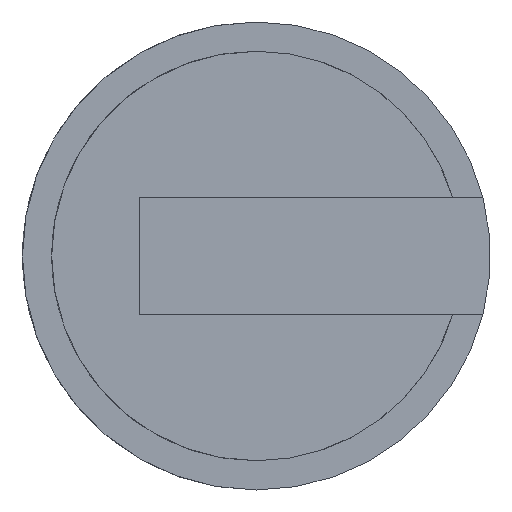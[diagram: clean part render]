
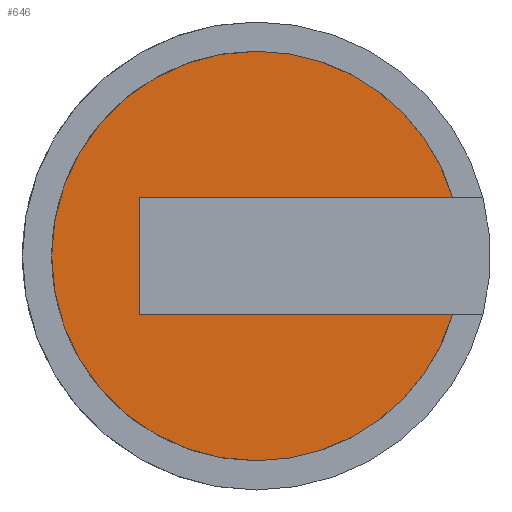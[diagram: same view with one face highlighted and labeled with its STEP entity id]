
A CAD part, left-side view. The second image highlights one B-rep face of the part: STEP entity #646.
In plain terms, the highlighted planar face has unit normal (-1, 0, 0).
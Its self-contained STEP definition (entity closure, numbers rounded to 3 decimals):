
#45 = VECTOR ( 'NONE', #98, 1000. ) ;
#68 = CARTESIAN_POINT ( 'NONE',  ( 0., 4., 2. ) ) ;
#98 = DIRECTION ( 'NONE',  ( 0., -1., 0. ) ) ;
#149 = CIRCLE ( 'NONE', #388, 7. ) ;
#152 = DIRECTION ( 'NONE',  ( 0., 0., 1. ) ) ;
#172 = CARTESIAN_POINT ( 'NONE',  ( 0., 0., 0. ) ) ;
#203 = CARTESIAN_POINT ( 'NONE',  ( 0., 4., -2. ) ) ;
#219 = DIRECTION ( 'NONE',  ( -1., 0., 0. ) ) ;
#258 = DIRECTION ( 'NONE',  ( 1., 0., 0. ) ) ;
#266 = CIRCLE ( 'NONE', #913, 7. ) ;
#267 = CARTESIAN_POINT ( 'NONE',  ( 0., 4., 2. ) ) ;
#272 = DIRECTION ( 'NONE',  ( 0., 0., -1. ) ) ;
#282 = VERTEX_POINT ( 'NONE', #867 ) ;
#306 = ORIENTED_EDGE ( 'NONE', *, *, #961, .T. ) ;
#319 = ORIENTED_EDGE ( 'NONE', *, *, #508, .T. ) ;
#323 = EDGE_CURVE ( 'NONE', #282, #367, #266, .T. ) ;
#367 = VERTEX_POINT ( 'NONE', #1061 ) ;
#383 = ORIENTED_EDGE ( 'NONE', *, *, #1099, .F. ) ;
#384 = VERTEX_POINT ( 'NONE', #1157 ) ;
#388 = AXIS2_PLACEMENT_3D ( 'NONE', #405, #219, #926 ) ;
#389 = CARTESIAN_POINT ( 'NONE',  ( 0., -6.708, -2. ) ) ;
#405 = CARTESIAN_POINT ( 'NONE',  ( 0., 0., 0. ) ) ;
#421 = VECTOR ( 'NONE', #799, 1000. ) ;
#508 = EDGE_CURVE ( 'NONE', #1033, #384, #1087, .T. ) ;
#538 = VECTOR ( 'NONE', #272, 1000. ) ;
#552 = FACE_OUTER_BOUND ( 'NONE', #776, .T. ) ;
#646 = ADVANCED_FACE ( 'NONE', ( #552 ), #982, .F. ) ;
#680 = DIRECTION ( 'NONE',  ( -1., 0., 0. ) ) ;
#696 = DIRECTION ( 'NONE',  ( 0., 0., 1. ) ) ;
#729 = AXIS2_PLACEMENT_3D ( 'NONE', #768, #680, #152 ) ;
#745 = EDGE_CURVE ( 'NONE', #791, #812, #1000, .T. ) ;
#768 = CARTESIAN_POINT ( 'NONE',  ( 0., 0., 0. ) ) ;
#776 = EDGE_LOOP ( 'NONE', ( #383, #319, #915, #1149, #306, #790 ) ) ;
#790 = ORIENTED_EDGE ( 'NONE', *, *, #745, .F. ) ;
#791 = VERTEX_POINT ( 'NONE', #815 ) ;
#799 = DIRECTION ( 'NONE',  ( 0., -1., 0. ) ) ;
#809 = DIRECTION ( 'NONE',  ( 0., 0., -1. ) ) ;
#812 = VERTEX_POINT ( 'NONE', #389 ) ;
#815 = CARTESIAN_POINT ( 'NONE',  ( 0., 4., -2. ) ) ;
#858 = LINE ( 'NONE', #267, #538 ) ;
#867 = CARTESIAN_POINT ( 'NONE',  ( 0., 0., 7. ) ) ;
#913 = AXIS2_PLACEMENT_3D ( 'NONE', #1152, #1051, #696 ) ;
#915 = ORIENTED_EDGE ( 'NONE', *, *, #918, .T. ) ;
#918 = EDGE_CURVE ( 'NONE', #384, #282, #149, .T. ) ;
#926 = DIRECTION ( 'NONE',  ( 0., 0., 1. ) ) ;
#961 = EDGE_CURVE ( 'NONE', #367, #812, #971, .T. ) ;
#971 = CIRCLE ( 'NONE', #729, 7. ) ;
#982 = PLANE ( 'NONE',  #1166 ) ;
#1000 = LINE ( 'NONE', #203, #45 ) ;
#1033 = VERTEX_POINT ( 'NONE', #1158 ) ;
#1051 = DIRECTION ( 'NONE',  ( -1., 0., 0. ) ) ;
#1061 = CARTESIAN_POINT ( 'NONE',  ( 0., 0., -7. ) ) ;
#1087 = LINE ( 'NONE', #68, #421 ) ;
#1099 = EDGE_CURVE ( 'NONE', #1033, #791, #858, .T. ) ;
#1149 = ORIENTED_EDGE ( 'NONE', *, *, #323, .T. ) ;
#1152 = CARTESIAN_POINT ( 'NONE',  ( 0., 0., 0. ) ) ;
#1157 = CARTESIAN_POINT ( 'NONE',  ( 0., -6.708, 2. ) ) ;
#1158 = CARTESIAN_POINT ( 'NONE',  ( 0., 4., 2. ) ) ;
#1166 = AXIS2_PLACEMENT_3D ( 'NONE', #172, #258, #809 ) ;
